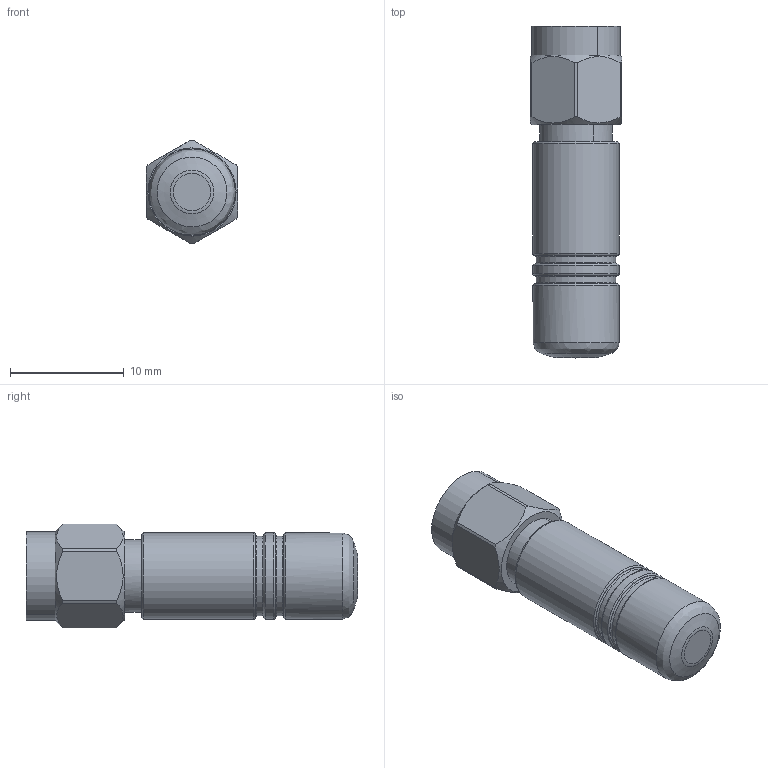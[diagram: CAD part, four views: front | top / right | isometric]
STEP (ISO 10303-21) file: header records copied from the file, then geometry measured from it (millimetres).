
FILE_DESCRIPTION(('FreeCAD Model'),'2;1');
FILE_NAME('Open CASCADE Shape Model','2022-05-04T09:57:44',('Author'),( ''),'Open CASCADE STEP processor 7.5','FreeCAD','Unknown');
FILE_SCHEMA(('AUTOMOTIVE_DESIGN { 1 0 10303 214 1 1 1 1 }'));
Length unit declared in the file: millimetre
Products named in the file (6): WIFI-ANTENNA_PART; SMA; Body; Shell001; Body001; Body002
Assembly tree (5 placements, depth 3):
  WIFI-ANTENNA_PART
    SMA
      Body
      Shell001
      Body001
    Body002
Bounding box: 8 x 29.15 x 9.1 mm (x, y, z)
Volume: 832.6 mm3; surface area: 1326.8 mm2
Topology: 2 solids, 4 shells, 89 faces, 204 edges, 131 vertices
Faces by surface type: cylinder 34, plane 28, cone 14, torus 10, bspline 2, revolution 1
Full cylindrical faces by diameter (mm): 1 x1, 7 x2, 7.56 x3
Entity records: 7014 total; most frequent: CARTESIAN_POINT 2997, DIRECTION 687, ORIENTED_EDGE 396, PCURVE 396, DEFINITIONAL_REPRESENTATION 396, LINE 262, VECTOR 262, EDGE_CURVE 204
